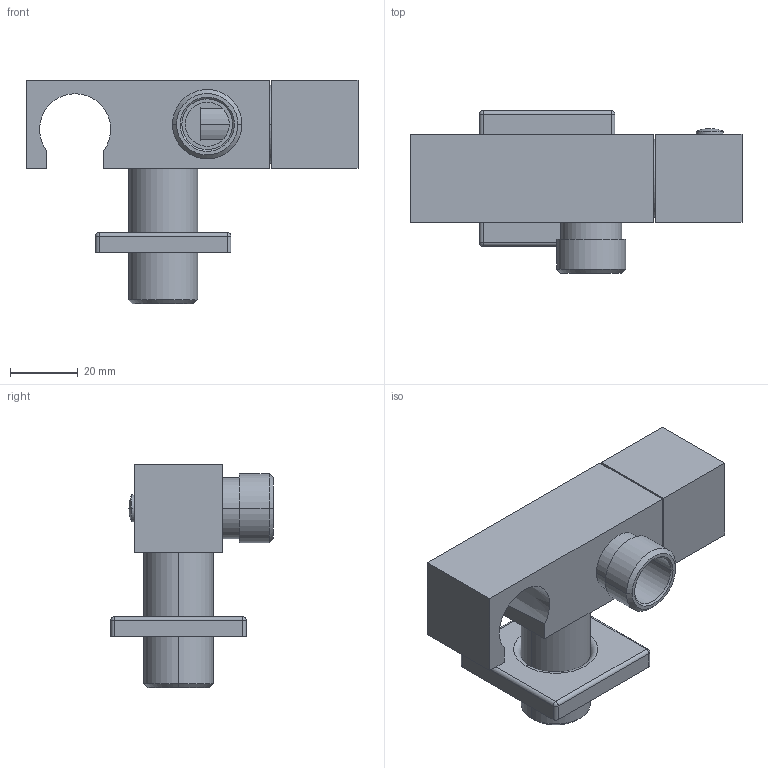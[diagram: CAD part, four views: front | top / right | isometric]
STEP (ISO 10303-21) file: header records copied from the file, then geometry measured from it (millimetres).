
FILE_DESCRIPTION((''),'2;1');
FILE_NAME('A4FT0037_ASM','2020-03-05T',('Administrator'),(''),'PRO/ENGINEER BY PARAMETRIC TECHNOLOGY CORPORATION, 2009360','PRO/ENGINEER BY PARAMETRIC TECHNOLOGY CORPORATION, 2009360','');
FILE_SCHEMA(('AUTOMOTIVE_DESIGN_CC2 { 1 2 10303 214 -1 1 5 2 }'));
Length unit declared in the file: millimetre
Products named in the file (8): P0316; N0057; P0317; T0002; P0315; S0036; F0050; A4FT0037_ASM
Assembly tree (7 placements, depth 2):
  A4FT0037_ASM
    P0316
    N0057
    P0317
    T0002
    P0315
    S0036
    F0050
Bounding box: 98 x 48 x 66 mm (x, y, z)
Volume: 55168.7 mm3; surface area: 33798.4 mm2
Topology: 7 solids, 7 shells, 257 faces, 578 edges, 352 vertices
Faces by surface type: plane 108, cylinder 108, cone 23, sphere 10, torus 6, bspline 2
Entity records: 7930 total; most frequent: CARTESIAN_POINT 1820, DIRECTION 1316, ORIENTED_EDGE 1148, EDGE_CURVE 574, AXIS2_PLACEMENT_3D 514, VERTEX_POINT 352, EDGE_LOOP 292, VECTOR 288
